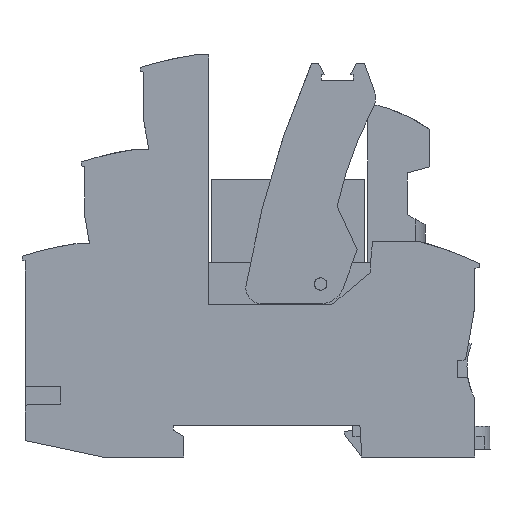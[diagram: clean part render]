
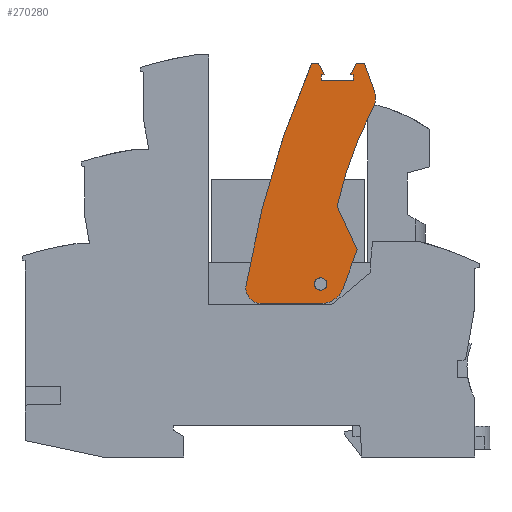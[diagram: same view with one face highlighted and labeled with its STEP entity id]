
A CAD part, left-side view. The second image highlights one B-rep face of the part: STEP entity #270280.
In plain terms, the highlighted face is planar.
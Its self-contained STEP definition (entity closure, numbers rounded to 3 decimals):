
#260360=CARTESIAN_POINT('',(-1.34,24.297,
44.609));
#260370=VERTEX_POINT('',#260360);
#260400=CARTESIAN_POINT('',(-2.54,24.297,
44.609));
#260410=DIRECTION('',(0.,0.,1.));
#260420=DIRECTION('',(1.,0.,
0.));
#260430=AXIS2_PLACEMENT_3D('',#260400,#260410,#260420);
#260440=CIRCLE('',#260430,1.2);
#260450=CARTESIAN_POINT('',(-3.311,23.378,
44.609));
#260460=VERTEX_POINT('',#260450);
#260470=EDGE_CURVE('',#260460,#260370,#260440,.T.);
#260490=CARTESIAN_POINT('',(-3.74,24.297,
44.609));
#260500=VERTEX_POINT('',#260490);
#260510=EDGE_CURVE('',#260500,#260460,#260440,.T.);
#263530=CARTESIAN_POINT('',(4.408,30.84,
44.609));
#263540=VERTEX_POINT('',#263530);
#263590=CARTESIAN_POINT('',(5.948,27.536,
44.609));
#263600=DIRECTION('',(0.423,-0.906,
0.));
#263610=VECTOR('',#263600,1.);
#263620=LINE('',#263590,#263610);
#263630=CARTESIAN_POINT('',(0.572,39.069,
44.609));
#263640=VERTEX_POINT('',#263630);
#263650=EDGE_CURVE('',#263640,#263540,#263620,.T.);
#265490=CARTESIAN_POINT('',(3.205,27.536,
44.609));
#265500=DIRECTION('',(-0.342,-0.94,
0.));
#265510=VECTOR('',#265500,1.);
#265520=LINE('',#265490,#265510);
#265530=CARTESIAN_POINT('',(1.738,23.508,
44.609));
#265540=VERTEX_POINT('',#265530);
#265550=EDGE_CURVE('',#263540,#265540,#265520,.T.);
#265910=CARTESIAN_POINT('',(4.213,66.347,
44.609));
#265920=VERTEX_POINT('',#265910);
#265970=CARTESIAN_POINT('',(-16.434,27.538,
44.609));
#265980=DIRECTION('',(0.47,0.883,
0.));
#265990=VECTOR('',#265980,1.);
#266000=LINE('',#265970,#265990);
#266010=CARTESIAN_POINT('',(3.093,64.242,
44.609));
#266020=VERTEX_POINT('',#266010);
#266030=EDGE_CURVE('',#266020,#265920,#266000,.T.);
#266490=CARTESIAN_POINT('',(7.431,57.974,
44.609));
#266500=VERTEX_POINT('',#266490);
#266530=CARTESIAN_POINT('',(3.882,59.819,
44.609));
#266540=DIRECTION('',(0.,0.,1.));
#266550=DIRECTION('',(1.,0.,
0.));
#266560=AXIS2_PLACEMENT_3D('',#266530,#266540,#266550);
#266570=CIRCLE('',#266560,4.);
#266580=CARTESIAN_POINT('',(7.641,61.187,
44.609));
#266590=VERTEX_POINT('',#266580);
#266600=EDGE_CURVE('',#266500,#266590,#266570,.T.);
#268620=CARTESIAN_POINT('',(3.664,64.242,
44.609));
#268630=VERTEX_POINT('',#268620);
#268680=CARTESIAN_POINT('',(-0.23,64.242,
44.609));
#268690=DIRECTION('',(1.,0.,
0.));
#268700=VECTOR('',#268690,1.);
#268710=LINE('',#268680,#268700);
#268720=EDGE_CURVE('',#266020,#268630,#268710,.T.);
#269080=CARTESIAN_POINT('',(0.001,63.447,
44.609));
#269090=DIRECTION('',(0.,0.,1.));
#269100=DIRECTION('',(0.,1.,
0.));
#269110=AXIS2_PLACEMENT_3D('',#269080,#269090,#269100);
#269120=PLANE('',#269110);
#269130=ORIENTED_EDGE('',*,*,#260470,.F.);
#269140=EDGE_CURVE('',#260370,#260500,#260440,.T.);
#269150=ORIENTED_EDGE('',*,*,#269140,.F.);
#269160=ORIENTED_EDGE('',*,*,#260510,.F.);
#269170=EDGE_LOOP('',(#269160,#269150,#269130));
#269180=FACE_BOUND('',#269170,.T.);
#269190=CARTESIAN_POINT('',(-2.49,25.047,
44.609));
#269200=DIRECTION('',(0.,0.,-1.));
#269210=DIRECTION('',(-1.,0.,
0.));
#269220=AXIS2_PLACEMENT_3D('',#269190,#269200,#269210);
#269230=CIRCLE('',#269220,4.5);
#269240=CARTESIAN_POINT('',(-2.491,20.547,
44.609));
#269250=VERTEX_POINT('',#269240);
#269260=EDGE_CURVE('',#265540,#269250,#269230,.T.);
#269270=ORIENTED_EDGE('',*,*,#269260,.F.);
#269280=CARTESIAN_POINT('',(-0.234,20.547,
44.609));
#269290=DIRECTION('',(1.,0.,
0.));
#269300=VECTOR('',#269290,1.);
#269310=LINE('',#269280,#269300);
#269320=CARTESIAN_POINT('',(-13.818,20.548,
44.609));
#269330=VERTEX_POINT('',#269320);
#269340=EDGE_CURVE('',#269330,#269250,#269310,.T.);
#269350=ORIENTED_EDGE('',*,*,#269340,.T.);
#269360=CARTESIAN_POINT('',(-13.818,23.548,
44.609));
#269370=DIRECTION('',(0.,0.,1.));
#269380=DIRECTION('',(1.,0.,
0.));
#269390=AXIS2_PLACEMENT_3D('',#269360,#269370,#269380);
#269400=CIRCLE('',#269390,3.);
#269410=CARTESIAN_POINT('',(-16.777,24.041,
44.609));
#269420=VERTEX_POINT('',#269410);
#269430=EDGE_CURVE('',#269420,#269330,#269400,.T.);
#269440=ORIENTED_EDGE('',*,*,#269430,.T.);
#269450=CARTESIAN_POINT('',(162.75,-5.863,
44.609));
#269460=DIRECTION('',(0.,0.,1.));
#269470=DIRECTION('',(1.,0.,
0.));
#269480=AXIS2_PLACEMENT_3D('',#269450,#269460,#269470);
#269490=CIRCLE('',#269480,182.);
#269500=CARTESIAN_POINT('',(-4.312,66.347,
44.609));
#269510=VERTEX_POINT('',#269500);
#269520=EDGE_CURVE('',#269510,#269420,#269490,.T.);
#269530=ORIENTED_EDGE('',*,*,#269520,.T.);
#269540=CARTESIAN_POINT('',(-0.23,66.347,
44.609));
#269550=DIRECTION('',(-1.,0.,
0.));
#269560=VECTOR('',#269550,1.);
#269570=LINE('',#269540,#269560);
#269580=CARTESIAN_POINT('',(-3.01,66.347,
44.609));
#269590=VERTEX_POINT('',#269580);
#269600=EDGE_CURVE('',#269590,#269510,#269570,.T.);
#269610=ORIENTED_EDGE('',*,*,#269600,.T.);
#269620=CARTESIAN_POINT('',(17.63,27.535,
44.609));
#269630=DIRECTION('',(0.47,-0.883,
0.));
#269640=VECTOR('',#269630,1.);
#269650=LINE('',#269620,#269640);
#269660=CARTESIAN_POINT('',(-1.891,64.242,
44.609));
#269670=VERTEX_POINT('',#269660);
#269680=EDGE_CURVE('',#269590,#269670,#269650,.T.);
#269690=ORIENTED_EDGE('',*,*,#269680,.F.);
#269700=CARTESIAN_POINT('',(-0.23,64.242,
44.609));
#269710=DIRECTION('',(1.,0.,
0.));
#269720=VECTOR('',#269710,1.);
#269730=LINE('',#269700,#269720);
#269740=CARTESIAN_POINT('',(-2.461,64.242,
44.609));
#269750=VERTEX_POINT('',#269740);
#269760=EDGE_CURVE('',#269750,#269670,#269730,.T.);
#269770=ORIENTED_EDGE('',*,*,#269760,.T.);
#269780=CARTESIAN_POINT('',(-2.465,27.536,
44.609));
#269790=DIRECTION('',(0.,-1.,
0.));
#269800=VECTOR('',#269790,1.);
#269810=LINE('',#269780,#269800);
#269820=CARTESIAN_POINT('',(-2.461,63.172,
44.609));
#269830=VERTEX_POINT('',#269820);
#269840=EDGE_CURVE('',#269750,#269830,#269810,.T.);
#269850=ORIENTED_EDGE('',*,*,#269840,.F.);
#269860=CARTESIAN_POINT('',(-0.23,63.172,
44.609));
#269870=DIRECTION('',(-1.,0.,
0.));
#269880=VECTOR('',#269870,1.);
#269890=LINE('',#269860,#269880);
#269900=CARTESIAN_POINT('',(3.664,63.172,
44.609));
#269910=VERTEX_POINT('',#269900);
#269920=EDGE_CURVE('',#269910,#269830,#269890,.T.);
#269930=ORIENTED_EDGE('',*,*,#269920,.T.);
#269940=CARTESIAN_POINT('',(3.66,27.536,
44.609));
#269950=DIRECTION('',(0.,1.,
0.));
#269960=VECTOR('',#269950,1.);
#269970=LINE('',#269940,#269960);
#269980=EDGE_CURVE('',#269910,#268630,#269970,.T.);
#269990=ORIENTED_EDGE('',*,*,#269980,.F.);
#270000=ORIENTED_EDGE('',*,*,#268720,.T.);
#270010=ORIENTED_EDGE('',*,*,#266030,.F.);
#270020=CARTESIAN_POINT('',(-0.23,66.347,
44.609));
#270030=DIRECTION('',(-1.,0.,
0.));
#270040=VECTOR('',#270030,1.);
#270050=LINE('',#270020,#270040);
#270060=CARTESIAN_POINT('',(5.764,66.347,
44.609));
#270070=VERTEX_POINT('',#270060);
#270080=EDGE_CURVE('',#270070,#265920,#270050,.T.);
#270090=ORIENTED_EDGE('',*,*,#270080,.T.);
#270100=CARTESIAN_POINT('',(19.886,27.535,
44.609));
#270110=DIRECTION('',(0.342,-0.94,
0.));
#270120=VECTOR('',#270110,1.);
#270130=LINE('',#270100,#270120);
#270140=EDGE_CURVE('',#270070,#266590,#270130,.T.);
#270150=ORIENTED_EDGE('',*,*,#270140,.F.);
#270160=ORIENTED_EDGE('',*,*,#266600,.T.);
#270170=CARTESIAN_POINT('',(75.479,22.585,
44.609));
#270180=DIRECTION('',(0.,0.,1.));
#270190=DIRECTION('',(1.,0.,
0.));
#270200=AXIS2_PLACEMENT_3D('',#270170,#270180,#270190);
#270210=CIRCLE('',#270200,76.7);
#270220=EDGE_CURVE('',#266500,#263640,#270210,.T.);
#270230=ORIENTED_EDGE('',*,*,#270220,.F.);
#270240=ORIENTED_EDGE('',*,*,#263650,.F.);
#270250=ORIENTED_EDGE('',*,*,#265550,.F.);
#270260=EDGE_LOOP('',(#270250,#270240,#270230,#270160,#270150,#270090,
#270010,#270000,#269990,#269930,#269850,#269770,#269690,#269610,#269530,
#269440,#269350,#269270));
#270270=FACE_OUTER_BOUND('',#270260,.T.);
#270280=ADVANCED_FACE('',(#269180,#270270),#269120,.T.);
